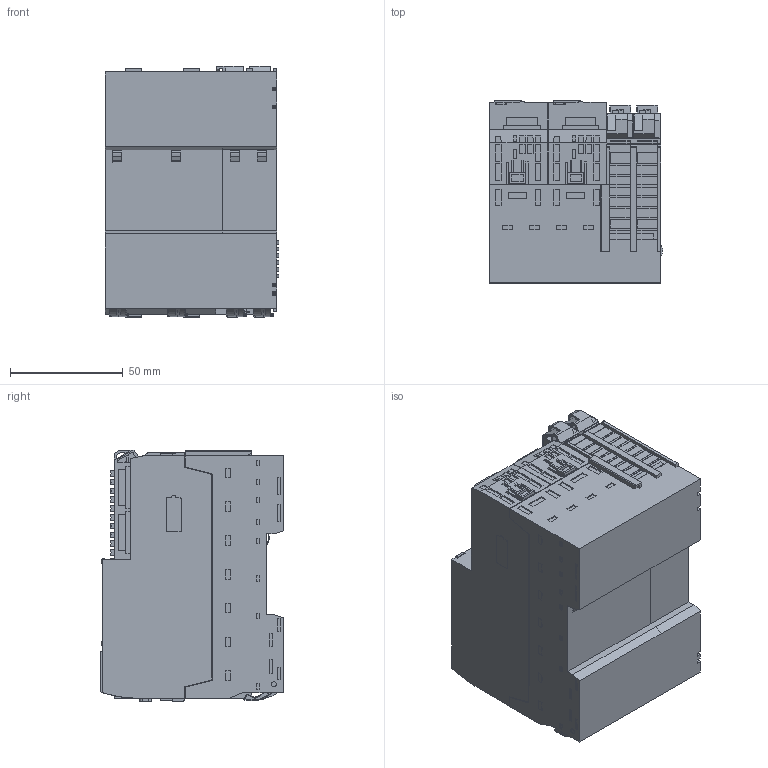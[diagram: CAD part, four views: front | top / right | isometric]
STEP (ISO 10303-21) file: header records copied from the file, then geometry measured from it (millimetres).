
FILE_DESCRIPTION((''),'2;1');
FILE_NAME('SAELES_M_MD_MODULE','2021-04-08T',('seo'),(''),'CREO PARAMETRIC BY PTC INC, 2016130','CREO PARAMETRIC BY PTC INC, 2016130','');
FILE_SCHEMA(('CONFIG_CONTROL_DESIGN'));
Products named in the file (1): SAELES_M_MD_MODULE
Bounding box: 76.84 x 81.05 x 111.5 mm (x, y, z)
Volume: 585593.3 mm3; surface area: 73608 mm2
Topology: 1 solids, 50 shells, 4063 faces, 10759 edges, 7049 vertices
Faces by surface type: plane 3312, cylinder 312, extrusion 254, bspline 72, cone 49, torus 36, sphere 28
Entity records: 130277 total; most frequent: CARTESIAN_POINT 30437, ORIENTED_EDGE 21518, DIRECTION 18602, EDGE_CURVE 10759, VECTOR 9420, LINE 9166, VERTEX_POINT 7049, AXIS2_PLACEMENT_3D 4591
